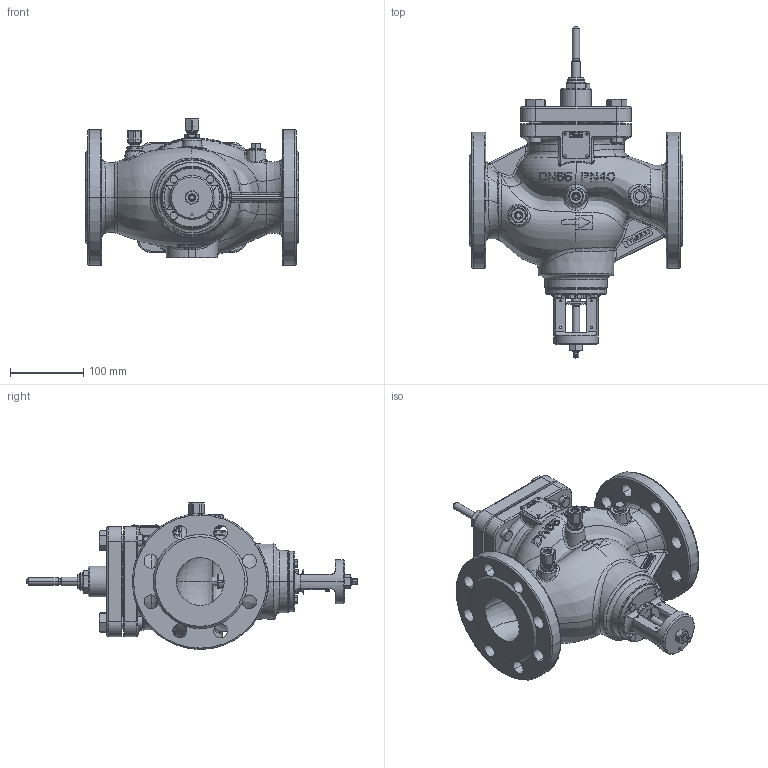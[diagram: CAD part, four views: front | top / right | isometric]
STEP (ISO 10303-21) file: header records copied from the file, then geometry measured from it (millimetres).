
FILE_DESCRIPTION((''),'2;1');
FILE_NAME('065B5584_VFQ22_DN65_PN40_ASM','2023-03-31T17:21:05',('U384264'),('Danfoss'),'CREO PARAMETRIC BY PTC INC, 2022124','CREO PARAMETRIC BY PTC INC, 2022124','');
FILE_SCHEMA(('AUTOMOTIVE_DESIGN { 1 0 10303 214 1 1 1 1 }'));
Products named in the file (26): 88650630_VALVE_B_VFQM_DN65_PN40; O_RING_DN65_COVER; 88650840_VALVE_C_VFG_DN65_PN40; 5184024; 88652420_CON_INSERT_DN65-125; 54590640; 88652190_VFG_STEM_DN80; 88654170_VFQ_STEM_DN65-80; 88652800_POINTER_VFQM; 88653900_VFQ_YOKE_DN65-100_MACH; HEX_SCREW_DIN933_M06X18; 88652700_FLOW_SCALE_DN65; 51817881_SCREW_SF_M3X5; 88652300_STUFFING_BOX_DN100_125; 54790650_BUSH_12X14X10; LABEL_PLATE_37X37; 5589607; 51817290_M5_ZATIC; HEX_NUT_DIN934_M10; 54540510; WALTER_CONNECTION; WALTER_PROFILE_RING; WALTER_CONNECTION_NUT; 8863078_ASM; 188610240; 065B5584_VFQ22_DN65_PN40_ASM
Assembly tree (38 placements, depth 3):
  065B5584_VFQ22_DN65_PN40_ASM
    88650630_VALVE_B_VFQM_DN65_PN40
    O_RING_DN65_COVER
    88650840_VALVE_C_VFG_DN65_PN40
    5184024  x4
    88652420_CON_INSERT_DN65-125
    54590640
    88652190_VFG_STEM_DN80
    88654170_VFQ_STEM_DN65-80
    88652800_POINTER_VFQM
    88653900_VFQ_YOKE_DN65-100_MACH
    HEX_SCREW_DIN933_M06X18  x4
    88652700_FLOW_SCALE_DN65
    51817881_SCREW_SF_M3X5  x2
    88652300_STUFFING_BOX_DN100_125
    54790650_BUSH_12X14X10
    LABEL_PLATE_37X37
    5589607  x4
    51817290_M5_ZATIC
    HEX_NUT_DIN934_M10
    54540510  x3
    8863078_ASM  x2
      WALTER_CONNECTION
      WALTER_PROFILE_RING
      WALTER_CONNECTION_NUT
    188610240
Bounding box: 290 x 451.8 x 200.1 mm (x, y, z)
Volume: 3415634.2 mm3; surface area: 617367.8 mm2
Topology: 39 solids, 39 shells, 3730 faces, 9583 edges, 6052 vertices
Faces by surface type: plane 2019, cylinder 614, cone 434, bspline 327, torus 210, extrusion 89, revolution 23, sphere 14
Entity records: 162204 total; most frequent: CARTESIAN_POINT 59174, ORIENTED_EDGE 17042, DIRECTION 14203, EDGE_CURVE 8521, PRESENTATION_STYLE_ASSIGNMENT 7730, STYLED_ITEM 7676, CURVE_STYLE 7406, VERTEX_POINT 5448
